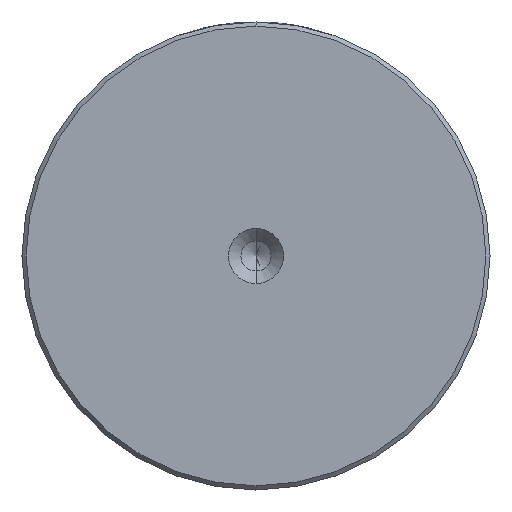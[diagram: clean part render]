
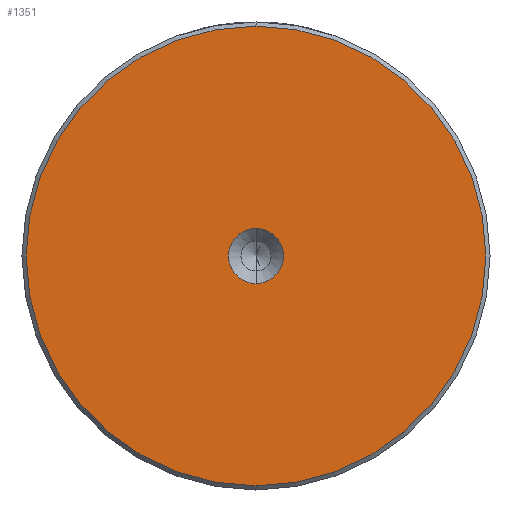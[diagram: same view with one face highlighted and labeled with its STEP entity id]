
A CAD part, left-side view. The second image highlights one B-rep face of the part: STEP entity #1351.
In plain terms, the highlighted planar face has unit normal (-1, 0, 0).
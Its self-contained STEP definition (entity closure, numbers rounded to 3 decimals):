
#6 = DIRECTION ( 'NONE',  ( 0., 0., 1. ) ) ;
#38 = CARTESIAN_POINT ( 'NONE',  ( 0., 0., 0. ) ) ;
#44 = CARTESIAN_POINT ( 'NONE',  ( 0., 0., 3.3 ) ) ;
#82 = EDGE_CURVE ( 'NONE', #1395, #2240, #1957, .T. ) ;
#105 = CARTESIAN_POINT ( 'NONE',  ( 0., 0., 0. ) ) ;
#121 = EDGE_LOOP ( 'NONE', ( #1151, #2353 ) ) ;
#122 = CARTESIAN_POINT ( 'NONE',  ( 0., 0., 27.5 ) ) ;
#234 = DIRECTION ( 'NONE',  ( 0., 0., 1. ) ) ;
#240 = DIRECTION ( 'NONE',  ( 0., 0., 1. ) ) ;
#242 = AXIS2_PLACEMENT_3D ( 'NONE', #2269, #1145, #6 ) ;
#253 = CARTESIAN_POINT ( 'NONE',  ( 0., 0., 0. ) ) ;
#276 = FACE_OUTER_BOUND ( 'NONE', #121, .T. ) ;
#285 = AXIS2_PLACEMENT_3D ( 'NONE', #38, #1366, #234 ) ;
#419 = DIRECTION ( 'NONE',  ( -1., 0., 0. ) ) ;
#423 = VERTEX_POINT ( 'NONE', #44 ) ;
#430 = CARTESIAN_POINT ( 'NONE',  ( 0., 0., 0. ) ) ;
#455 = DIRECTION ( 'NONE',  ( 0., 0., 1. ) ) ;
#461 = AXIS2_PLACEMENT_3D ( 'NONE', #253, #1578, #455 ) ;
#463 = AXIS2_PLACEMENT_3D ( 'NONE', #105, #987, #499 ) ;
#499 = DIRECTION ( 'NONE',  ( 0., 0., 1. ) ) ;
#504 = CIRCLE ( 'NONE', #461, 27.5 ) ;
#575 = ORIENTED_EDGE ( 'NONE', *, *, #812, .F. ) ;
#649 = ORIENTED_EDGE ( 'NONE', *, *, #1141, .F. ) ;
#723 = FACE_BOUND ( 'NONE', #1359, .T. ) ;
#812 = EDGE_CURVE ( 'NONE', #2426, #423, #1097, .T. ) ;
#841 = CARTESIAN_POINT ( 'NONE',  ( 0., 0., -27.5 ) ) ;
#987 = DIRECTION ( 'NONE',  ( -1., 0., 0. ) ) ;
#1097 = CIRCLE ( 'NONE', #285, 3.3 ) ;
#1141 = EDGE_CURVE ( 'NONE', #423, #2426, #1308, .T. ) ;
#1145 = DIRECTION ( 'NONE',  ( -1., 0., 0. ) ) ;
#1151 = ORIENTED_EDGE ( 'NONE', *, *, #2433, .T. ) ;
#1308 = CIRCLE ( 'NONE', #242, 3.3 ) ;
#1351 = ADVANCED_FACE ( 'NONE', ( #276, #723 ), #1620, .T. ) ;
#1359 = EDGE_LOOP ( 'NONE', ( #649, #575 ) ) ;
#1366 = DIRECTION ( 'NONE',  ( -1., 0., 0. ) ) ;
#1395 = VERTEX_POINT ( 'NONE', #122 ) ;
#1472 = AXIS2_PLACEMENT_3D ( 'NONE', #430, #419, #240 ) ;
#1578 = DIRECTION ( 'NONE',  ( -1., 0., 0. ) ) ;
#1620 = PLANE ( 'NONE',  #463 ) ;
#1957 = CIRCLE ( 'NONE', #1472, 27.5 ) ;
#2240 = VERTEX_POINT ( 'NONE', #841 ) ;
#2269 = CARTESIAN_POINT ( 'NONE',  ( 0., 0., 0. ) ) ;
#2306 = CARTESIAN_POINT ( 'NONE',  ( 0., 0., -3.3 ) ) ;
#2353 = ORIENTED_EDGE ( 'NONE', *, *, #82, .T. ) ;
#2426 = VERTEX_POINT ( 'NONE', #2306 ) ;
#2433 = EDGE_CURVE ( 'NONE', #2240, #1395, #504, .T. ) ;
